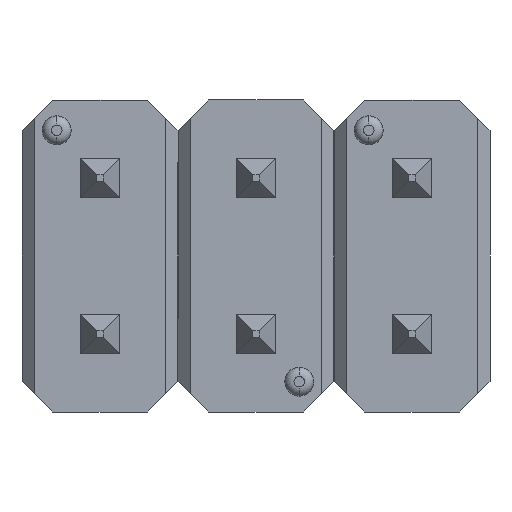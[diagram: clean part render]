
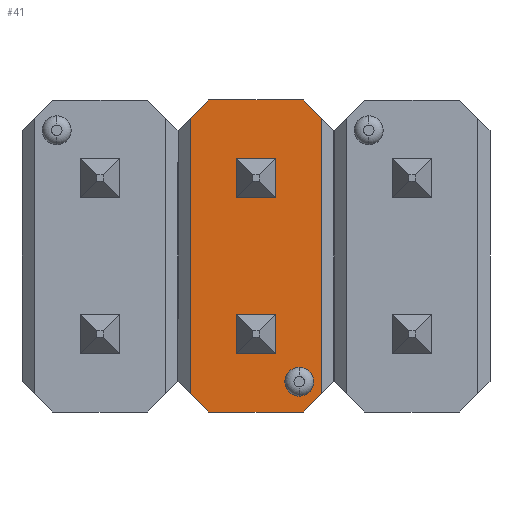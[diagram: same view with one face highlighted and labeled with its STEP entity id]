
A CAD part, front view. The second image highlights one B-rep face of the part: STEP entity #41.
In plain terms, the highlighted planar face has unit normal (0, -1, 0).
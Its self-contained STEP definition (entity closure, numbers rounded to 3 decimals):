
#41 = ADVANCED_FACE ( 'NONE', ( #848, #2035 ), #999, .F. ) ;
#52 = DIRECTION ( 'NONE',  ( 0., 0., 1. ) ) ;
#61 = DIRECTION ( 'NONE',  ( 0., 1., 0. ) ) ;
#94 = CIRCLE ( 'NONE', #993, 0.236 ) ;
#150 = DIRECTION ( 'NONE',  ( 0., 0., 1. ) ) ;
#204 = VECTOR ( 'NONE', #1859, 1000. ) ;
#219 = VERTEX_POINT ( 'NONE', #1637 ) ;
#234 = VECTOR ( 'NONE', #1355, 1000. ) ;
#238 = ORIENTED_EDGE ( 'NONE', *, *, #387, .T. ) ;
#246 = CARTESIAN_POINT ( 'NONE',  ( -0.704, 0., 2.047 ) ) ;
#292 = VERTEX_POINT ( 'NONE', #1439 ) ;
#331 = VERTEX_POINT ( 'NONE', #820 ) ;
#365 = VECTOR ( 'NONE', #1822, 1000. ) ;
#376 = AXIS2_PLACEMENT_3D ( 'NONE', #246, #61, #52 ) ;
#387 = EDGE_CURVE ( 'NONE', #1010, #404, #400, .T. ) ;
#400 = CIRCLE ( 'NONE', #376, 0.236 ) ;
#404 = VERTEX_POINT ( 'NONE', #1626 ) ;
#490 = CARTESIAN_POINT ( 'NONE',  ( -0.77, 0., 2.54 ) ) ;
#509 = DIRECTION ( 'NONE',  ( -0.707, 0., -0.707 ) ) ;
#526 = LINE ( 'NONE', #861, #365 ) ;
#531 = VECTOR ( 'NONE', #1535, 1000. ) ;
#546 = ORIENTED_EDGE ( 'NONE', *, *, #1120, .T. ) ;
#565 = EDGE_CURVE ( 'NONE', #1576, #1556, #1551, .T. ) ;
#645 = LINE ( 'NONE', #1038, #1912 ) ;
#656 = DIRECTION ( 'NONE',  ( 0., 0., 1. ) ) ;
#661 = DIRECTION ( 'NONE',  ( 0., 1., 0. ) ) ;
#697 = CARTESIAN_POINT ( 'NONE',  ( 0.77, 0., -2.54 ) ) ;
#708 = CARTESIAN_POINT ( 'NONE',  ( 0., 0., 0. ) ) ;
#759 = AXIS2_PLACEMENT_3D ( 'NONE', #708, #661, #656 ) ;
#765 = LINE ( 'NONE', #1198, #234 ) ;
#780 = EDGE_CURVE ( 'NONE', #404, #1010, #94, .T. ) ;
#817 = VECTOR ( 'NONE', #896, 1000. ) ;
#820 = CARTESIAN_POINT ( 'NONE',  ( -1.07, 0., -2.24 ) ) ;
#829 = VERTEX_POINT ( 'NONE', #1710 ) ;
#844 = LINE ( 'NONE', #1220, #817 ) ;
#848 = FACE_BOUND ( 'NONE', #1361, .T. ) ;
#854 = EDGE_LOOP ( 'NONE', ( #1883, #1665, #546, #1906, #1842, #890, #1767, #2012 ) ) ;
#861 = CARTESIAN_POINT ( 'NONE',  ( -1.27, 0., 2.54 ) ) ;
#890 = ORIENTED_EDGE ( 'NONE', *, *, #1166, .T. ) ;
#891 = CARTESIAN_POINT ( 'NONE',  ( 1.27, 0., 2.04 ) ) ;
#896 = DIRECTION ( 'NONE',  ( 0., 0., -1. ) ) ;
#899 = CARTESIAN_POINT ( 'NONE',  ( -1.27, 0., -2.54 ) ) ;
#993 = AXIS2_PLACEMENT_3D ( 'NONE', #1762, #1597, #1742 ) ;
#999 = PLANE ( 'NONE',  #759 ) ;
#1010 = VERTEX_POINT ( 'NONE', #2146 ) ;
#1027 = CARTESIAN_POINT ( 'NONE',  ( 0.77, 0., 2.54 ) ) ;
#1038 = CARTESIAN_POINT ( 'NONE',  ( 1.07, 0., 0. ) ) ;
#1096 = EDGE_CURVE ( 'NONE', #1556, #331, #844, .T. ) ;
#1120 = EDGE_CURVE ( 'NONE', #331, #1547, #765, .T. ) ;
#1146 = VECTOR ( 'NONE', #1685, 1000. ) ;
#1150 = EDGE_CURVE ( 'NONE', #292, #219, #1957, .T. ) ;
#1166 = EDGE_CURVE ( 'NONE', #219, #829, #645, .T. ) ;
#1195 = EDGE_CURVE ( 'NONE', #829, #2148, #1488, .T. ) ;
#1198 = CARTESIAN_POINT ( 'NONE',  ( -1.27, 0., -2.04 ) ) ;
#1220 = CARTESIAN_POINT ( 'NONE',  ( -1.07, 0., 0. ) ) ;
#1355 = DIRECTION ( 'NONE',  ( 0.707, 0., -0.707 ) ) ;
#1361 = EDGE_LOOP ( 'NONE', ( #1456, #238 ) ) ;
#1439 = CARTESIAN_POINT ( 'NONE',  ( 0.77, 0., -2.54 ) ) ;
#1456 = ORIENTED_EDGE ( 'NONE', *, *, #780, .T. ) ;
#1488 = LINE ( 'NONE', #891, #531 ) ;
#1535 = DIRECTION ( 'NONE',  ( -0.707, 0., 0.707 ) ) ;
#1547 = VERTEX_POINT ( 'NONE', #1808 ) ;
#1551 = LINE ( 'NONE', #1687, #1972 ) ;
#1556 = VERTEX_POINT ( 'NONE', #1974 ) ;
#1576 = VERTEX_POINT ( 'NONE', #490 ) ;
#1587 = EDGE_CURVE ( 'NONE', #1576, #2148, #526, .T. ) ;
#1597 = DIRECTION ( 'NONE',  ( 0., 1., 0. ) ) ;
#1626 = CARTESIAN_POINT ( 'NONE',  ( -0.704, 0., 1.811 ) ) ;
#1637 = CARTESIAN_POINT ( 'NONE',  ( 1.07, 0., -2.24 ) ) ;
#1665 = ORIENTED_EDGE ( 'NONE', *, *, #1096, .T. ) ;
#1685 = DIRECTION ( 'NONE',  ( 0.707, 0., 0.707 ) ) ;
#1687 = CARTESIAN_POINT ( 'NONE',  ( -0.77, 0., 2.54 ) ) ;
#1710 = CARTESIAN_POINT ( 'NONE',  ( 1.07, 0., 2.24 ) ) ;
#1742 = DIRECTION ( 'NONE',  ( 0., 0., 1. ) ) ;
#1762 = CARTESIAN_POINT ( 'NONE',  ( -0.704, 0., 2.047 ) ) ;
#1767 = ORIENTED_EDGE ( 'NONE', *, *, #1195, .T. ) ;
#1808 = CARTESIAN_POINT ( 'NONE',  ( -0.77, 0., -2.54 ) ) ;
#1822 = DIRECTION ( 'NONE',  ( 1., 0., 0. ) ) ;
#1842 = ORIENTED_EDGE ( 'NONE', *, *, #1150, .T. ) ;
#1859 = DIRECTION ( 'NONE',  ( -1., 0., 0. ) ) ;
#1883 = ORIENTED_EDGE ( 'NONE', *, *, #565, .T. ) ;
#1906 = ORIENTED_EDGE ( 'NONE', *, *, #2184, .F. ) ;
#1912 = VECTOR ( 'NONE', #150, 1000. ) ;
#1930 = LINE ( 'NONE', #899, #204 ) ;
#1957 = LINE ( 'NONE', #697, #1146 ) ;
#1972 = VECTOR ( 'NONE', #509, 1000. ) ;
#1974 = CARTESIAN_POINT ( 'NONE',  ( -1.07, 0., 2.24 ) ) ;
#2012 = ORIENTED_EDGE ( 'NONE', *, *, #1587, .F. ) ;
#2035 = FACE_OUTER_BOUND ( 'NONE', #854, .T. ) ;
#2146 = CARTESIAN_POINT ( 'NONE',  ( -0.704, 0., 2.282 ) ) ;
#2148 = VERTEX_POINT ( 'NONE', #1027 ) ;
#2184 = EDGE_CURVE ( 'NONE', #292, #1547, #1930, .T. ) ;
